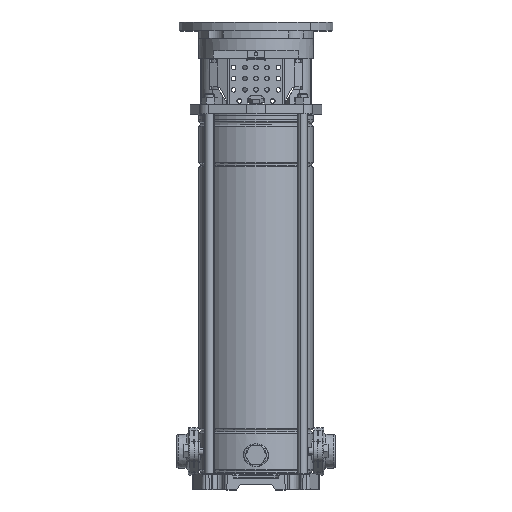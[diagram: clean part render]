
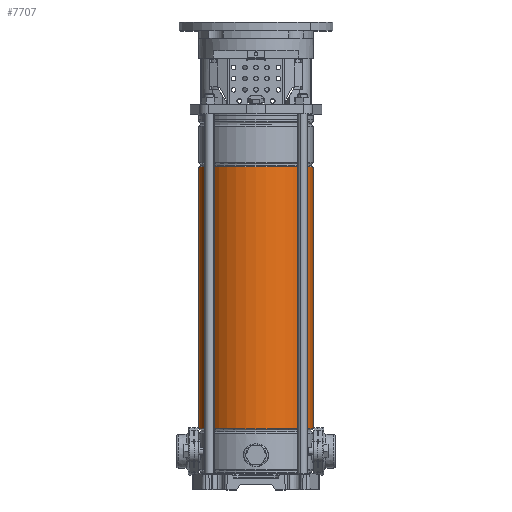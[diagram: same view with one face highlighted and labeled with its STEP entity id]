
A CAD part, top view. The second image highlights one B-rep face of the part: STEP entity #7707.
In plain terms, the highlighted cylindrical face has radius 74.4 mm (diameter 148.8 mm), a partial arc.
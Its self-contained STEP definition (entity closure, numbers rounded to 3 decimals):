
#715 = ORIENTED_EDGE ( 'NONE', *, *, #15200, .F. ) ;
#1747 = FACE_OUTER_BOUND ( 'NONE', #23463, .T. ) ;
#2509 = AXIS2_PLACEMENT_3D ( 'NONE', #11000, #31544, #6124 ) ;
#3491 = CARTESIAN_POINT ( 'NONE',  ( -74.4, 0., 67.336 ) ) ;
#4913 = LINE ( 'NONE', #14975, #15979 ) ;
#5641 = EDGE_CURVE ( 'NONE', #16485, #17433, #32575, .T. ) ;
#5733 = CARTESIAN_POINT ( 'NONE',  ( 0., 0., 407.664 ) ) ;
#6124 = DIRECTION ( 'NONE',  ( -1., 0., 0. ) ) ;
#7707 = ADVANCED_FACE ( 'NONE', ( #1747 ), #10097, .T. ) ;
#8165 = CARTESIAN_POINT ( 'NONE',  ( 74.4, 0., 67.336 ) ) ;
#9562 = CIRCLE ( 'NONE', #33037, 74.4 ) ;
#10097 = CYLINDRICAL_SURFACE ( 'NONE', #29664, 74.4 ) ;
#11000 = CARTESIAN_POINT ( 'NONE',  ( 0., 0., 67.336 ) ) ;
#12412 = VERTEX_POINT ( 'NONE', #3491 ) ;
#12931 = EDGE_CURVE ( 'NONE', #17350, #12412, #4913, .T. ) ;
#13329 = CARTESIAN_POINT ( 'NONE',  ( 74.4, 0., 407.664 ) ) ;
#14792 = DIRECTION ( 'NONE',  ( -1., 0., 0. ) ) ;
#14841 = ORIENTED_EDGE ( 'NONE', *, *, #17764, .T. ) ;
#14975 = CARTESIAN_POINT ( 'NONE',  ( -74.4, 0., 0. ) ) ;
#15200 = EDGE_CURVE ( 'NONE', #17433, #12412, #15847, .T. ) ;
#15340 = DIRECTION ( 'NONE',  ( 0., 0., -1. ) ) ;
#15847 = CIRCLE ( 'NONE', #2509, 74.4 ) ;
#15979 = VECTOR ( 'NONE', #27194, 1000. ) ;
#16485 = VERTEX_POINT ( 'NONE', #13329 ) ;
#16948 = ORIENTED_EDGE ( 'NONE', *, *, #12931, .T. ) ;
#17350 = VERTEX_POINT ( 'NONE', #22074 ) ;
#17433 = VERTEX_POINT ( 'NONE', #8165 ) ;
#17764 = EDGE_CURVE ( 'NONE', #16485, #17350, #9562, .T. ) ;
#21275 = ORIENTED_EDGE ( 'NONE', *, *, #5641, .F. ) ;
#22067 = VECTOR ( 'NONE', #25397, 1000. ) ;
#22074 = CARTESIAN_POINT ( 'NONE',  ( -74.4, 0., 407.664 ) ) ;
#23463 = EDGE_LOOP ( 'NONE', ( #21275, #14841, #16948, #715 ) ) ;
#25158 = CARTESIAN_POINT ( 'NONE',  ( 0., 0., 0. ) ) ;
#25397 = DIRECTION ( 'NONE',  ( 0., 0., -1. ) ) ;
#27194 = DIRECTION ( 'NONE',  ( 0., 0., -1. ) ) ;
#27729 = CARTESIAN_POINT ( 'NONE',  ( 74.4, 0., 0. ) ) ;
#29664 = AXIS2_PLACEMENT_3D ( 'NONE', #25158, #30328, #14792 ) ;
#30328 = DIRECTION ( 'NONE',  ( 0., 0., -1. ) ) ;
#30547 = DIRECTION ( 'NONE',  ( -1., 0., 0. ) ) ;
#31544 = DIRECTION ( 'NONE',  ( 0., 0., -1. ) ) ;
#32575 = LINE ( 'NONE', #27729, #22067 ) ;
#33037 = AXIS2_PLACEMENT_3D ( 'NONE', #5733, #15340, #30547 ) ;
